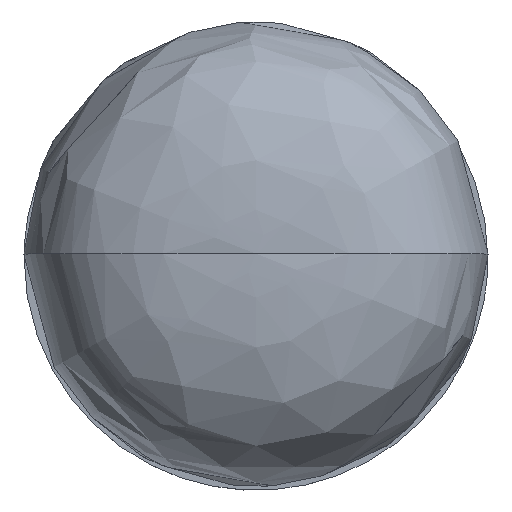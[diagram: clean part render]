
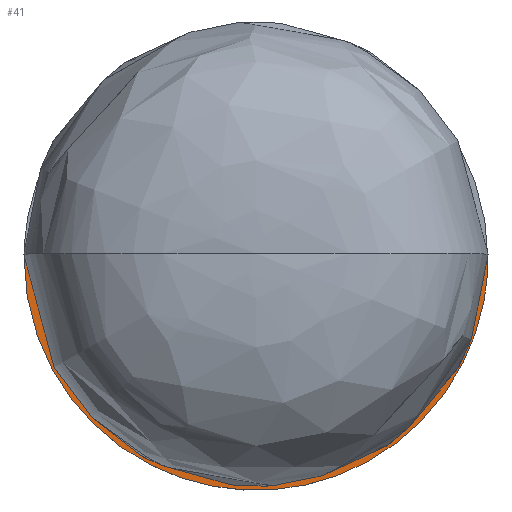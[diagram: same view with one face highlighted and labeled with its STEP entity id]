
A CAD part, top view. The second image highlights one B-rep face of the part: STEP entity #41.
In plain terms, the highlighted free-form (B-spline) face has degree [2, 1] with [5, 2] control points.
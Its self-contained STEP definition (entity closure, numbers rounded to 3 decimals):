
#24=(
BOUNDED_SURFACE()
B_SPLINE_SURFACE(2,1,((#581,#582),(#583,#584),(#585,#586),(#587,#588),(#589,
#590)),.UNSPECIFIED.,.F.,.F.,.F.)
B_SPLINE_SURFACE_WITH_KNOTS((3,2,3),(2,2),(0.,76.5,153.),(480.479,
942.478),.UNSPECIFIED.)
GEOMETRIC_REPRESENTATION_ITEM()
RATIONAL_B_SPLINE_SURFACE(((1.,1.),(0.707,0.707),
(1.,1.),(0.707,0.707),(1.,1.)))
REPRESENTATION_ITEM('')
SURFACE()
);
#41=ADVANCED_FACE('',(#55),#24,.T.);
#55=FACE_OUTER_BOUND('',#69,.T.);
#69=EDGE_LOOP('',(#103,#104,#105));
#103=ORIENTED_EDGE('',*,*,#146,.T.);
#104=ORIENTED_EDGE('',*,*,#142,.F.);
#105=ORIENTED_EDGE('',*,*,#145,.T.);
#142=EDGE_CURVE('',#195,#194,#153,.T.);
#145=EDGE_CURVE('',#195,#197,#178,.T.);
#146=EDGE_CURVE('',#197,#194,#155,.T.);
#153=B_SPLINE_CURVE_WITH_KNOTS('',1,(#631,#632),.UNSPECIFIED.,.F.,.F.,(2,
2),(480.479,942.478),.UNSPECIFIED.);
#155=B_SPLINE_CURVE_WITH_KNOTS('',1,(#645,#646),.UNSPECIFIED.,.F.,.F.,(2,
2),(480.479,942.478),.UNSPECIFIED.);
#178=(
BOUNDED_CURVE()
B_SPLINE_CURVE(2,(#640,#641,#642,#643,#644),.UNSPECIFIED.,.F.,.F.)
B_SPLINE_CURVE_WITH_KNOTS((3,2,3),(0.,76.5,153.),.UNSPECIFIED.)
CURVE()
GEOMETRIC_REPRESENTATION_ITEM()
RATIONAL_B_SPLINE_CURVE((1.,0.707,1.,0.707,1.))
REPRESENTATION_ITEM('')
);
#194=VERTEX_POINT('',#624);
#195=VERTEX_POINT('',#625);
#197=VERTEX_POINT('',#627);
#581=CARTESIAN_POINT('',(557.222,0.,6.));
#582=CARTESIAN_POINT('',(707.222,0.,6.));
#583=CARTESIAN_POINT('',(557.222,-150.,6.));
#584=CARTESIAN_POINT('',(707.222,0.,6.));
#585=CARTESIAN_POINT('',(707.222,-150.,6.));
#586=CARTESIAN_POINT('',(707.222,0.,6.));
#587=CARTESIAN_POINT('',(857.222,-150.,6.));
#588=CARTESIAN_POINT('',(707.222,0.,6.));
#589=CARTESIAN_POINT('',(857.222,0.,6.));
#590=CARTESIAN_POINT('',(707.222,0.,6.));
#624=CARTESIAN_POINT('',(707.222,0.,6.));
#625=CARTESIAN_POINT('',(557.222,0.,6.));
#627=CARTESIAN_POINT('',(857.222,0.,6.));
#631=CARTESIAN_POINT('',(557.222,0.,6.));
#632=CARTESIAN_POINT('',(707.222,0.,6.));
#640=CARTESIAN_POINT('',(557.222,0.,6.));
#641=CARTESIAN_POINT('',(557.222,-150.,6.));
#642=CARTESIAN_POINT('',(707.222,-150.,6.));
#643=CARTESIAN_POINT('',(857.222,-150.,6.));
#644=CARTESIAN_POINT('',(857.222,0.,6.));
#645=CARTESIAN_POINT('',(857.222,0.,6.));
#646=CARTESIAN_POINT('',(707.222,0.,6.));
